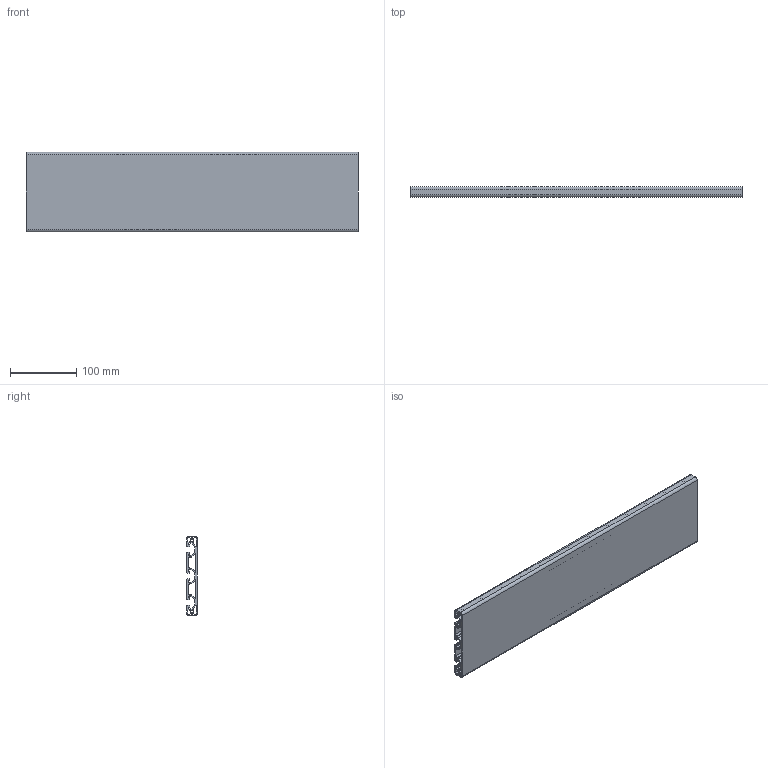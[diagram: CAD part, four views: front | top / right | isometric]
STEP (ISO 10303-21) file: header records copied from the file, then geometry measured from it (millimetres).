
FILE_DESCRIPTION (( 'STEP AP214' ), '1' );
FILE_NAME ('RP1019 8 120x16 Ultralight.STEP', '2026-02-23T13:14:55', ( '' ), ( '' ), 'SwSTEP 2.0', 'SolidWorks 2026', '' );
FILE_SCHEMA (( 'AUTOMOTIVE_DESIGN' ));
Length unit declared in the file: millimetre
Products named in the file (1): RP1019 8 120x16 Ultralight
Bounding box: 500 x 16 x 120 mm (x, y, z)
Volume: 358064.7 mm3; surface area: 342334.4 mm2
Topology: 1 solids, 1 shells, 187 faces, 555 edges, 370 vertices
Faces by surface type: cylinder 115, plane 72
Entity records: 6398 total; most frequent: DIRECTION 1161, CARTESIAN_POINT 1113, ORIENTED_EDGE 1110, EDGE_CURVE 555, AXIS2_PLACEMENT_3D 418, VERTEX_POINT 370, VECTOR 325, LINE 325
